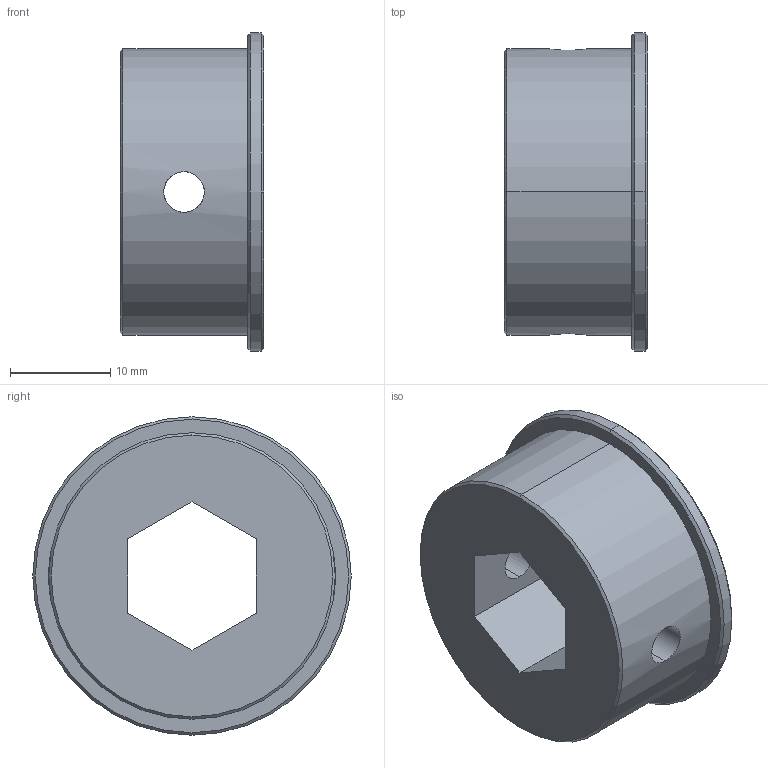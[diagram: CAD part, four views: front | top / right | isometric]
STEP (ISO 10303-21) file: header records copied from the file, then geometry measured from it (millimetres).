
FILE_DESCRIPTION (( 'STEP AP214' ), '1' );
FILE_NAME ('WCP-0825 Rev1.step', '2022-12-02T02:09:53', ( '' ), ( '' ), 'SwSTEP 2.0', 'SolidWorks 2020', '' );
FILE_SCHEMA (( 'AUTOMOTIVE_DESIGN' ));
Length unit declared in the file: inch
Products named in the file (1): WCP-0825 Rev1
Bounding box: 14.29 x 31.75 x 31.75 mm (x, y, z)
Volume: 6994.4 mm3; surface area: 3353.6 mm2
Topology: 1 solids, 1 shells, 26 faces, 62 edges, 40 vertices
Faces by surface type: cylinder 10, plane 10, cone 6
Entity records: 970 total; most frequent: CARTESIAN_POINT 245, DIRECTION 136, ORIENTED_EDGE 124, EDGE_CURVE 62, AXIS2_PLACEMENT_3D 51, VERTEX_POINT 40, VECTOR 34, EDGE_LOOP 34
